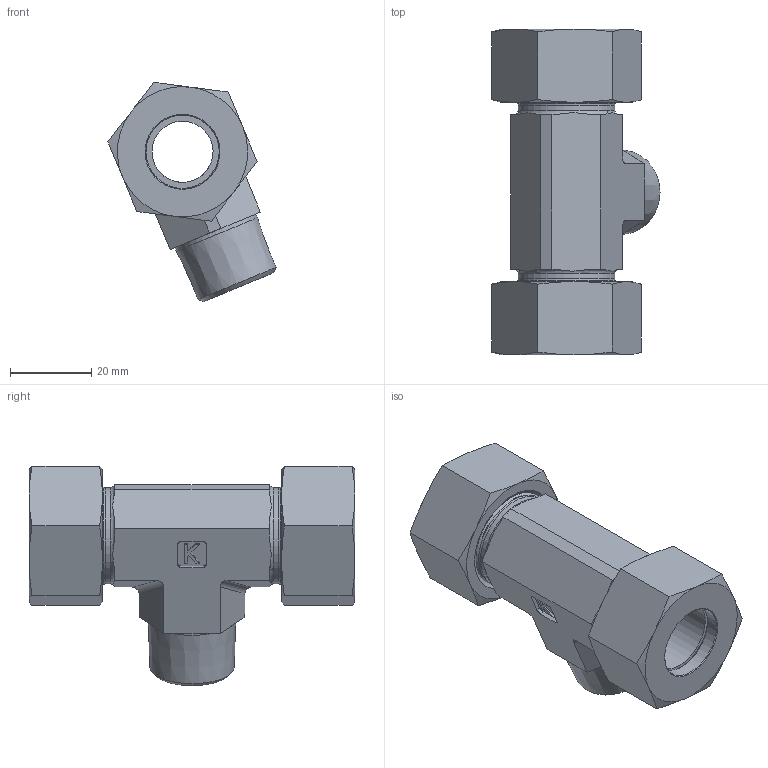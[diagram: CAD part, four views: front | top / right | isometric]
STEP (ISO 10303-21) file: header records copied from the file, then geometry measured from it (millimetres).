
FILE_DESCRIPTION((''),'2;1');
FILE_NAME('29002184826.stp','2014-08-21T15:24:53',(''),('KNOMI spol. s r. o.'),'Autodesk Inventor 2012','Autodesk Inventor 2012','');
FILE_SCHEMA(('AUTOMOTIVE_DESIGN { 1 2 10303 214 0 1 1 1 }'));
Length unit declared in the file: millimetre
Products named in the file (4): THCR2K 18LRkuž R1/2/M26; 28002184826; 3911826; 40118
Assembly tree (5 placements, depth 2):
  THCR2K 18LRkuž R1/2/M26
    28002184826
    3911826  x2
    40118  x2
Bounding box: 41.28 x 80 x 53.89 mm (x, y, z)
Volume: 43276.6 mm3; surface area: 23017.5 mm2
Topology: 5 solids, 5 shells, 179 faces, 418 edges, 271 vertices
Faces by surface type: plane 97, cone 47, cylinder 29, torus 6
Full cylindrical faces by diameter (mm): 14 x1, 15 x1, 18 x6, 20.3 x2, 21.518 x1, 23 x2, 23.7 x2, 24.376 x2, 26 x2
Entity records: 4257 total; most frequent: CARTESIAN_POINT 884, DIRECTION 653, ORIENTED_EDGE 578, EDGE_CURVE 289, AXIS2_PLACEMENT_3D 255, EDGE_LOOP 204, VERTEX_POINT 203, STYLED_ITEM 152
